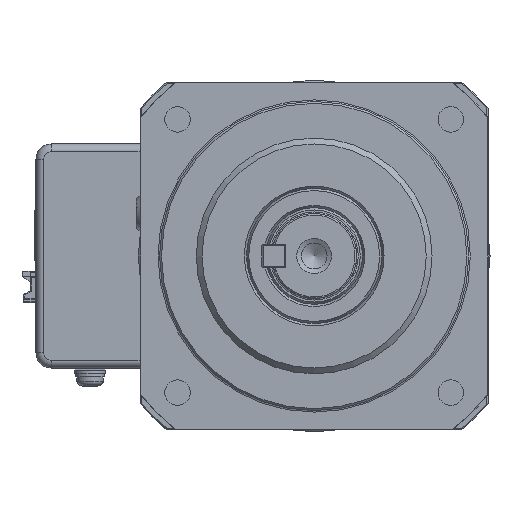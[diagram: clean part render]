
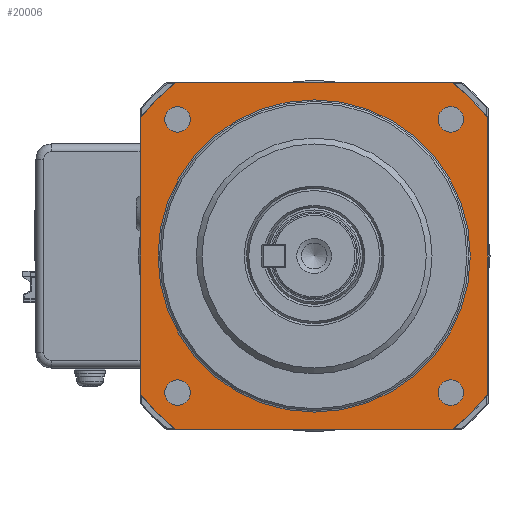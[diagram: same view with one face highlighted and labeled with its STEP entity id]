
A CAD part, left-side view. The second image highlights one B-rep face of the part: STEP entity #20006.
In plain terms, the highlighted face is planar.
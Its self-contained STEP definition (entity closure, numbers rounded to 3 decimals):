
#2252 = EDGE_CURVE ( 'NONE', #122649, #122649, #121048, .T. ) ;
#3019 = CARTESIAN_POINT ( 'NONE',  ( 35.76, 44.9, 0. ) ) ;
#3165 = DIRECTION ( 'NONE',  ( 0., 0., -1. ) ) ;
#4333 = CARTESIAN_POINT ( 'NONE',  ( -35.355, -35.355, 0. ) ) ;
#5527 = CARTESIAN_POINT ( 'NONE',  ( 0., 0., 0. ) ) ;
#5767 = CARTESIAN_POINT ( 'NONE',  ( -49.39, -49.39, 0. ) ) ;
#8122 = EDGE_LOOP ( 'NONE', ( #121533 ) ) ;
#8719 = EDGE_LOOP ( 'NONE', ( #44019 ) ) ;
#9948 = LINE ( 'NONE', #92582, #70100 ) ;
#11677 = DIRECTION ( 'NONE',  ( 1., 0., 0. ) ) ;
#12483 = ORIENTED_EDGE ( 'NONE', *, *, #132669, .F. ) ;
#13146 = EDGE_LOOP ( 'NONE', ( #20364 ) ) ;
#13934 = DIRECTION ( 'NONE',  ( 1., 0., 0. ) ) ;
#14852 = LINE ( 'NONE', #137533, #156775 ) ;
#17082 = DIRECTION ( 'NONE',  ( 1., 0., 0. ) ) ;
#17910 = CARTESIAN_POINT ( 'NONE',  ( -32.055, 35.355, 0. ) ) ;
#18789 = VERTEX_POINT ( 'NONE', #108760 ) ;
#19709 = CARTESIAN_POINT ( 'NONE',  ( -32.055, -35.355, 0. ) ) ;
#19923 = AXIS2_PLACEMENT_3D ( 'NONE', #107366, #26283, #40022 ) ;
#19959 = CARTESIAN_POINT ( 'NONE',  ( 44.9, 35.76, 0. ) ) ;
#20006 = ADVANCED_FACE ( 'NONE', ( #154542, #77011, #55542, #132974, #72689, #51270 ), #87991, .T. ) ;
#20364 = ORIENTED_EDGE ( 'NONE', *, *, #172341, .T. ) ;
#21683 = DIRECTION ( 'NONE',  ( 1., 0., 0. ) ) ;
#23241 = EDGE_LOOP ( 'NONE', ( #12483 ) ) ;
#23632 = VERTEX_POINT ( 'NONE', #133194 ) ;
#25424 = DIRECTION ( 'NONE',  ( 0., -1., 0. ) ) ;
#26283 = DIRECTION ( 'NONE',  ( 0., 0., 1. ) ) ;
#26681 = EDGE_LOOP ( 'NONE', ( #85159, #88395, #110032, #125275, #76282, #57891, #161350, #128089 ) ) ;
#27628 = VERTEX_POINT ( 'NONE', #161587 ) ;
#30011 = DIRECTION ( 'NONE',  ( 0., 1., 0. ) ) ;
#30861 = DIRECTION ( 'NONE',  ( 0., 0., 1. ) ) ;
#31803 = CIRCLE ( 'NONE', #107195, 3.3 ) ;
#33046 = VECTOR ( 'NONE', #92045, 1000. ) ;
#38539 = EDGE_CURVE ( 'NONE', #170638, #27628, #98459, .T. ) ;
#40022 = DIRECTION ( 'NONE',  ( 1., 0., 0. ) ) ;
#43609 = DIRECTION ( 'NONE',  ( 0., 0., 1. ) ) ;
#44019 = ORIENTED_EDGE ( 'NONE', *, *, #104662, .F. ) ;
#44265 = DIRECTION ( 'NONE',  ( 0., 0., 1. ) ) ;
#50693 = DIRECTION ( 'NONE',  ( 1., 0., 0. ) ) ;
#50703 = VERTEX_POINT ( 'NONE', #3019 ) ;
#51270 = FACE_BOUND ( 'NONE', #8719, .T. ) ;
#52468 = EDGE_CURVE ( 'NONE', #27628, #92918, #9948, .T. ) ;
#55542 = FACE_BOUND ( 'NONE', #125882, .T. ) ;
#57891 = ORIENTED_EDGE ( 'NONE', *, *, #80389, .T. ) ;
#59618 = DIRECTION ( 'NONE',  ( 0., 0., 1. ) ) ;
#59789 = CARTESIAN_POINT ( 'NONE',  ( 35.76, -44.9, 0. ) ) ;
#60948 = VERTEX_POINT ( 'NONE', #17910 ) ;
#61148 = CIRCLE ( 'NONE', #19923, 3.3 ) ;
#63122 = AXIS2_PLACEMENT_3D ( 'NONE', #151546, #82320, #13934 ) ;
#69398 = VERTEX_POINT ( 'NONE', #59789 ) ;
#70100 = VECTOR ( 'NONE', #25424, 1000. ) ;
#71832 = DIRECTION ( 'NONE',  ( 1., 0., 0. ) ) ;
#72689 = FACE_BOUND ( 'NONE', #23241, .T. ) ;
#72821 = EDGE_CURVE ( 'NONE', #108977, #50703, #161639, .T. ) ;
#75026 = DIRECTION ( 'NONE',  ( 0., 0., 1. ) ) ;
#76282 = ORIENTED_EDGE ( 'NONE', *, *, #122497, .T. ) ;
#77011 = FACE_OUTER_BOUND ( 'NONE', #26681, .T. ) ;
#80389 = EDGE_CURVE ( 'NONE', #173290, #69398, #85403, .T. ) ;
#81128 = EDGE_CURVE ( 'NONE', #18789, #108977, #14852, .T. ) ;
#82320 = DIRECTION ( 'NONE',  ( 0., 0., 1. ) ) ;
#82732 = AXIS2_PLACEMENT_3D ( 'NONE', #86742, #43609, #169896 ) ;
#83964 = CIRCLE ( 'NONE', #171582, 40.4 ) ;
#85159 = ORIENTED_EDGE ( 'NONE', *, *, #72821, .T. ) ;
#85403 = LINE ( 'NONE', #104129, #158494 ) ;
#86379 = CIRCLE ( 'NONE', #82732, 3.3 ) ;
#86618 = CARTESIAN_POINT ( 'NONE',  ( 0., 0., 0. ) ) ;
#86742 = CARTESIAN_POINT ( 'NONE',  ( -35.355, 35.355, 0. ) ) ;
#87991 = PLANE ( 'NONE',  #142456 ) ;
#88395 = ORIENTED_EDGE ( 'NONE', *, *, #135137, .T. ) ;
#89044 = CARTESIAN_POINT ( 'NONE',  ( -35.76, 44.9, 0. ) ) ;
#90015 = CARTESIAN_POINT ( 'NONE',  ( 35.355, 35.355, 0. ) ) ;
#90053 = EDGE_CURVE ( 'NONE', #69398, #18789, #99703, .T. ) ;
#92045 = DIRECTION ( 'NONE',  ( -1., 0., 0. ) ) ;
#92582 = CARTESIAN_POINT ( 'NONE',  ( -44.9, -49.39, 0. ) ) ;
#92918 = VERTEX_POINT ( 'NONE', #157699 ) ;
#93910 = DIRECTION ( 'NONE',  ( 0., 0., 1. ) ) ;
#95494 = AXIS2_PLACEMENT_3D ( 'NONE', #5527, #30861, #101093 ) ;
#98459 = CIRCLE ( 'NONE', #172786, 57.4 ) ;
#99703 = CIRCLE ( 'NONE', #63122, 57.4 ) ;
#101093 = DIRECTION ( 'NONE',  ( 1., 0., 0. ) ) ;
#104129 = CARTESIAN_POINT ( 'NONE',  ( -49.39, -44.9, 0. ) ) ;
#104139 = CARTESIAN_POINT ( 'NONE',  ( -49.39, 44.9, 0. ) ) ;
#104662 = EDGE_CURVE ( 'NONE', #60948, #60948, #86379, .T. ) ;
#107195 = AXIS2_PLACEMENT_3D ( 'NONE', #4333, #59618, #138336 ) ;
#107366 = CARTESIAN_POINT ( 'NONE',  ( 35.355, -35.355, 0. ) ) ;
#108760 = CARTESIAN_POINT ( 'NONE',  ( 44.9, -35.76, 0. ) ) ;
#108977 = VERTEX_POINT ( 'NONE', #19959 ) ;
#110032 = ORIENTED_EDGE ( 'NONE', *, *, #38539, .T. ) ;
#112210 = CARTESIAN_POINT ( 'NONE',  ( -35.76, -44.9, 0. ) ) ;
#118183 = VERTEX_POINT ( 'NONE', #19709 ) ;
#121048 = CIRCLE ( 'NONE', #144845, 3.3 ) ;
#121533 = ORIENTED_EDGE ( 'NONE', *, *, #156609, .F. ) ;
#122179 = CARTESIAN_POINT ( 'NONE',  ( 0., 0., 0. ) ) ;
#122497 = EDGE_CURVE ( 'NONE', #92918, #173290, #162269, .T. ) ;
#122649 = VERTEX_POINT ( 'NONE', #147250 ) ;
#125275 = ORIENTED_EDGE ( 'NONE', *, *, #52468, .T. ) ;
#125882 = EDGE_LOOP ( 'NONE', ( #163123 ) ) ;
#128089 = ORIENTED_EDGE ( 'NONE', *, *, #81128, .T. ) ;
#132669 = EDGE_CURVE ( 'NONE', #118183, #118183, #31803, .T. ) ;
#132974 = FACE_BOUND ( 'NONE', #8122, .T. ) ;
#133194 = CARTESIAN_POINT ( 'NONE',  ( 40.4, 0., 0. ) ) ;
#134410 = AXIS2_PLACEMENT_3D ( 'NONE', #137638, #163029, #165375 ) ;
#135137 = EDGE_CURVE ( 'NONE', #50703, #170638, #162059, .T. ) ;
#137533 = CARTESIAN_POINT ( 'NONE',  ( 44.9, -49.39, 0. ) ) ;
#137638 = CARTESIAN_POINT ( 'NONE',  ( 0., 0., 0. ) ) ;
#138336 = DIRECTION ( 'NONE',  ( 1., 0., 0. ) ) ;
#142250 = CARTESIAN_POINT ( 'NONE',  ( 38.655, -35.355, 0. ) ) ;
#142456 = AXIS2_PLACEMENT_3D ( 'NONE', #5767, #44265, #71832 ) ;
#144845 = AXIS2_PLACEMENT_3D ( 'NONE', #90015, #75026, #21683 ) ;
#147250 = CARTESIAN_POINT ( 'NONE',  ( 38.655, 35.355, 0. ) ) ;
#151546 = CARTESIAN_POINT ( 'NONE',  ( 0., 0., 0. ) ) ;
#154542 = FACE_BOUND ( 'NONE', #13146, .T. ) ;
#156609 = EDGE_CURVE ( 'NONE', #161203, #161203, #61148, .T. ) ;
#156775 = VECTOR ( 'NONE', #30011, 1000. ) ;
#157699 = CARTESIAN_POINT ( 'NONE',  ( -44.9, -35.76, 0. ) ) ;
#158494 = VECTOR ( 'NONE', #50693, 1000. ) ;
#161203 = VERTEX_POINT ( 'NONE', #142250 ) ;
#161350 = ORIENTED_EDGE ( 'NONE', *, *, #90053, .T. ) ;
#161587 = CARTESIAN_POINT ( 'NONE',  ( -44.9, 35.76, 0. ) ) ;
#161639 = CIRCLE ( 'NONE', #95494, 57.4 ) ;
#162059 = LINE ( 'NONE', #104139, #33046 ) ;
#162269 = CIRCLE ( 'NONE', #134410, 57.4 ) ;
#163029 = DIRECTION ( 'NONE',  ( 0., 0., 1. ) ) ;
#163123 = ORIENTED_EDGE ( 'NONE', *, *, #2252, .F. ) ;
#165375 = DIRECTION ( 'NONE',  ( 1., 0., 0. ) ) ;
#169896 = DIRECTION ( 'NONE',  ( 1., 0., 0. ) ) ;
#170638 = VERTEX_POINT ( 'NONE', #89044 ) ;
#171582 = AXIS2_PLACEMENT_3D ( 'NONE', #86618, #3165, #17082 ) ;
#172341 = EDGE_CURVE ( 'NONE', #23632, #23632, #83964, .T. ) ;
#172786 = AXIS2_PLACEMENT_3D ( 'NONE', #122179, #93910, #11677 ) ;
#173290 = VERTEX_POINT ( 'NONE', #112210 ) ;
